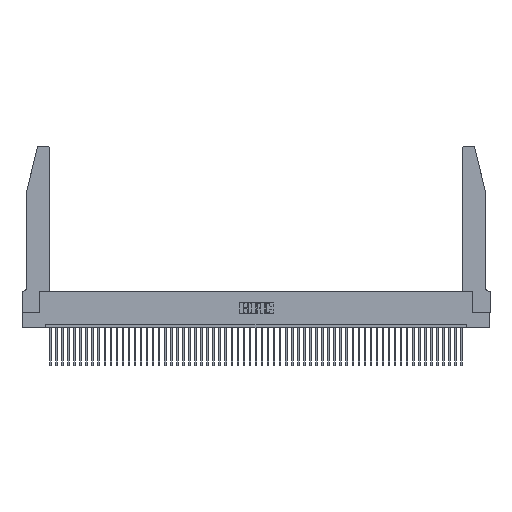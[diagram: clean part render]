
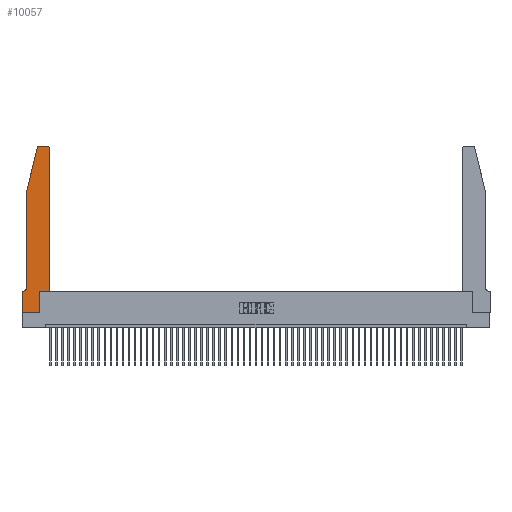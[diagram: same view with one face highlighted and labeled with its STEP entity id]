
A CAD part, top view. The second image highlights one B-rep face of the part: STEP entity #10057.
In plain terms, the highlighted planar face has unit normal (0, 0, 1).
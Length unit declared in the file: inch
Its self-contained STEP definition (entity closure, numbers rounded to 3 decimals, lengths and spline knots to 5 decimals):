
#175 = CARTESIAN_POINT ( 'NONE',  ( 0.2865, 0., 0.37 ) ) ;
#1029 = DIRECTION ( 'NONE',  ( -0.239, -0.971, 0. ) ) ;
#1083 = CARTESIAN_POINT ( 'NONE',  ( 0.4505, 0.35, 0.37 ) ) ;
#1392 = CARTESIAN_POINT ( 'NONE',  ( 0.0755, 0.42, 0.37 ) ) ;
#1715 = ORIENTED_EDGE ( 'NONE', *, *, #47371, .T. ) ;
#2252 = ORIENTED_EDGE ( 'NONE', *, *, #18467, .T. ) ;
#2556 = CARTESIAN_POINT ( 'NONE',  ( 0.4205, 2.72, 0.37 ) ) ;
#2610 = CARTESIAN_POINT ( 'NONE',  ( 0.0055, 0.42, 0.37 ) ) ;
#2740 = LINE ( 'NONE', #50723, #35398 ) ;
#4237 = ORIENTED_EDGE ( 'NONE', *, *, #6125, .T. ) ;
#4679 = AXIS2_PLACEMENT_3D ( 'NONE', #2610, #43438, #10386 ) ;
#4941 = CARTESIAN_POINT ( 'NONE',  ( 0.0755, 2., 0.37 ) ) ;
#5043 = DIRECTION ( 'NONE',  ( 0., -1., 0. ) ) ;
#5158 = DIRECTION ( 'NONE',  ( 1., 0., 0. ) ) ;
#5663 = EDGE_CURVE ( 'NONE', #30130, #28373, #29223, .T. ) ;
#6021 = CARTESIAN_POINT ( 'NONE',  ( 0.284, 2.72, 0.37 ) ) ;
#6125 = EDGE_CURVE ( 'NONE', #48102, #32071, #24714, .T. ) ;
#6199 = DIRECTION ( 'NONE',  ( 1., 0., 0. ) ) ;
#6490 = ORIENTED_EDGE ( 'NONE', *, *, #14745, .T. ) ;
#6817 = LINE ( 'NONE', #7517, #34399 ) ;
#7517 = CARTESIAN_POINT ( 'NONE',  ( 0.0755, 0.35, 0.37 ) ) ;
#8618 = EDGE_CURVE ( 'NONE', #28373, #48102, #48798, .T. ) ;
#10057 = ADVANCED_FACE ( 'NONE', ( #48004 ), #40129, .T. ) ;
#10386 = DIRECTION ( 'NONE',  ( -1., 0., 0. ) ) ;
#11805 = AXIS2_PLACEMENT_3D ( 'NONE', #2556, #31213, #18760 ) ;
#12983 = DIRECTION ( 'NONE',  ( 1., 0., 0. ) ) ;
#13227 = CARTESIAN_POINT ( 'NONE',  ( 0.2865, 0.35, 0.37 ) ) ;
#13404 = DIRECTION ( 'NONE',  ( -1., 0., 0. ) ) ;
#13901 = CARTESIAN_POINT ( 'NONE',  ( 0., 0., 0.37 ) ) ;
#13926 = DIRECTION ( 'NONE',  ( 0., -1., 0. ) ) ;
#14682 = AXIS2_PLACEMENT_3D ( 'NONE', #53029, #25569, #12983 ) ;
#14745 = EDGE_CURVE ( 'NONE', #42616, #19774, #46803, .T. ) ;
#15602 = EDGE_CURVE ( 'NONE', #41627, #47286, #51235, .T. ) ;
#16592 = LINE ( 'NONE', #17143, #34603 ) ;
#16897 = LINE ( 'NONE', #46268, #34240 ) ;
#17143 = CARTESIAN_POINT ( 'NONE',  ( 0.4505, 0.35, 0.37 ) ) ;
#17608 = ORIENTED_EDGE ( 'NONE', *, *, #43366, .T. ) ;
#17797 = EDGE_CURVE ( 'NONE', #44715, #37011, #6817, .T. ) ;
#18354 = DIRECTION ( 'NONE',  ( 0., 0., 1. ) ) ;
#18467 = EDGE_CURVE ( 'NONE', #19774, #34522, #46545, .T. ) ;
#18760 = DIRECTION ( 'NONE',  ( 1., 0., 0. ) ) ;
#18947 = CIRCLE ( 'NONE', #4679, 0.07 ) ;
#19248 = VECTOR ( 'NONE', #42925, 39.37008 ) ;
#19774 = VERTEX_POINT ( 'NONE', #48064 ) ;
#20836 = VECTOR ( 'NONE', #1029, 39.37008 ) ;
#21485 = CARTESIAN_POINT ( 'NONE',  ( 0.4205, 2.75, 0.37 ) ) ;
#21634 = ORIENTED_EDGE ( 'NONE', *, *, #22906, .T. ) ;
#22778 = CARTESIAN_POINT ( 'NONE',  ( 0.4505, 2.72, 0.37 ) ) ;
#22906 = EDGE_CURVE ( 'NONE', #47286, #42616, #16897, .T. ) ;
#23416 = VECTOR ( 'NONE', #5158, 39.37008 ) ;
#24639 = LINE ( 'NONE', #29594, #32374 ) ;
#24714 = LINE ( 'NONE', #1083, #23416 ) ;
#25569 = DIRECTION ( 'NONE',  ( 0., 0., 1. ) ) ;
#27195 = CARTESIAN_POINT ( 'NONE',  ( 0.0755, 2., 0.37 ) ) ;
#27743 = ORIENTED_EDGE ( 'NONE', *, *, #17797, .T. ) ;
#28017 = CARTESIAN_POINT ( 'NONE',  ( 0.0055, 0.35, 0.37 ) ) ;
#28369 = ORIENTED_EDGE ( 'NONE', *, *, #38192, .T. ) ;
#28373 = VERTEX_POINT ( 'NONE', #175 ) ;
#29047 = DIRECTION ( 'NONE',  ( 0., 1., 0. ) ) ;
#29223 = LINE ( 'NONE', #13901, #35659 ) ;
#29594 = CARTESIAN_POINT ( 'NONE',  ( 0., 0., 0.37 ) ) ;
#30130 = VERTEX_POINT ( 'NONE', #51583 ) ;
#31213 = DIRECTION ( 'NONE',  ( 0., 0., 1. ) ) ;
#31397 = DIRECTION ( 'NONE',  ( -1., 0., 0. ) ) ;
#32071 = VERTEX_POINT ( 'NONE', #32378 ) ;
#32374 = VECTOR ( 'NONE', #5043, 39.37008 ) ;
#32378 = CARTESIAN_POINT ( 'NONE',  ( 0.4505, 0.35, 0.37 ) ) ;
#33841 = CARTESIAN_POINT ( 'NONE',  ( 0.284, 2.75, 0.37 ) ) ;
#34240 = VECTOR ( 'NONE', #13404, 39.37008 ) ;
#34399 = VECTOR ( 'NONE', #31397, 39.37008 ) ;
#34522 = VERTEX_POINT ( 'NONE', #27195 ) ;
#34603 = VECTOR ( 'NONE', #29047, 39.37008 ) ;
#35287 = EDGE_LOOP ( 'NONE', ( #21634, #6490, #2252, #37233, #17608, #27743, #28369, #37526, #42425, #4237, #1715, #49783 ) ) ;
#35398 = VECTOR ( 'NONE', #13926, 39.37008 ) ;
#35659 = VECTOR ( 'NONE', #6199, 39.37008 ) ;
#36921 = CARTESIAN_POINT ( 'NONE',  ( 0.2865, 0.35, 0.37 ) ) ;
#37011 = VERTEX_POINT ( 'NONE', #38503 ) ;
#37233 = ORIENTED_EDGE ( 'NONE', *, *, #50141, .T. ) ;
#37526 = ORIENTED_EDGE ( 'NONE', *, *, #5663, .T. ) ;
#38192 = EDGE_CURVE ( 'NONE', #37011, #30130, #24639, .T. ) ;
#38503 = CARTESIAN_POINT ( 'NONE',  ( 0., 0.35, 0.37 ) ) ;
#38955 = VERTEX_POINT ( 'NONE', #1392 ) ;
#40129 = PLANE ( 'NONE',  #14682 ) ;
#41627 = VERTEX_POINT ( 'NONE', #22778 ) ;
#42425 = ORIENTED_EDGE ( 'NONE', *, *, #8618, .T. ) ;
#42616 = VERTEX_POINT ( 'NONE', #33841 ) ;
#42925 = DIRECTION ( 'NONE',  ( 0., 1., 0. ) ) ;
#43366 = EDGE_CURVE ( 'NONE', #38955, #44715, #18947, .T. ) ;
#43438 = DIRECTION ( 'NONE',  ( 0., 0., -1. ) ) ;
#44715 = VERTEX_POINT ( 'NONE', #28017 ) ;
#46268 = CARTESIAN_POINT ( 'NONE',  ( 0.2605, 2.75, 0.37 ) ) ;
#46545 = LINE ( 'NONE', #4941, #20836 ) ;
#46803 = CIRCLE ( 'NONE', #52659, 0.03 ) ;
#47099 = DIRECTION ( 'NONE',  ( 1., 0., 0. ) ) ;
#47286 = VERTEX_POINT ( 'NONE', #21485 ) ;
#47371 = EDGE_CURVE ( 'NONE', #32071, #41627, #16592, .T. ) ;
#48004 = FACE_OUTER_BOUND ( 'NONE', #35287, .T. ) ;
#48064 = CARTESIAN_POINT ( 'NONE',  ( 0.25487, 2.72718, 0.37 ) ) ;
#48102 = VERTEX_POINT ( 'NONE', #13227 ) ;
#48798 = LINE ( 'NONE', #36921, #19248 ) ;
#49783 = ORIENTED_EDGE ( 'NONE', *, *, #15602, .T. ) ;
#50141 = EDGE_CURVE ( 'NONE', #34522, #38955, #2740, .T. ) ;
#50723 = CARTESIAN_POINT ( 'NONE',  ( 0.0755, 2., 0.37 ) ) ;
#51235 = CIRCLE ( 'NONE', #11805, 0.03 ) ;
#51583 = CARTESIAN_POINT ( 'NONE',  ( 0., 0., 0.37 ) ) ;
#52659 = AXIS2_PLACEMENT_3D ( 'NONE', #6021, #18354, #47099 ) ;
#53029 = CARTESIAN_POINT ( 'NONE',  ( 0., 0.35, 0.37 ) ) ;
